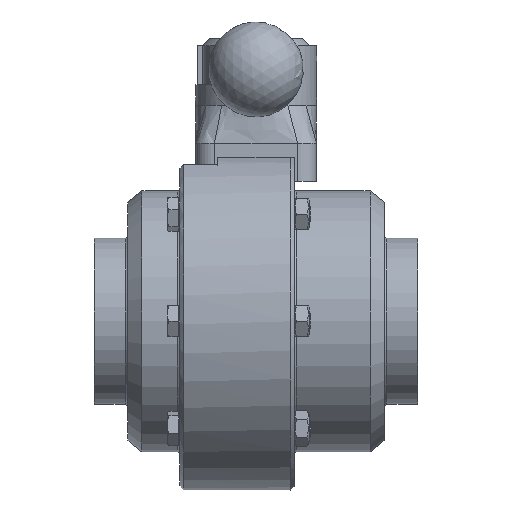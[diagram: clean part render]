
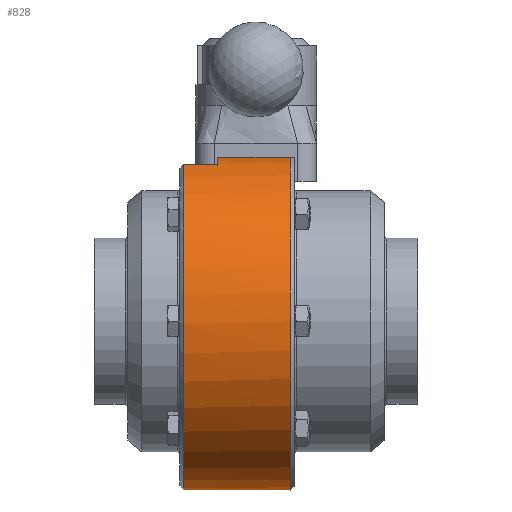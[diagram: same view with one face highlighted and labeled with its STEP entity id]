
A CAD part, front view. The second image highlights one B-rep face of the part: STEP entity #828.
In plain terms, the highlighted cylindrical face has radius 71 mm (diameter 142 mm), a full revolution.
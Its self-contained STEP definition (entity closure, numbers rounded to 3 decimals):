
#687=CARTESIAN_POINT('',(32.5,71.0,0.0));
#688=VERTEX_POINT('',#687);
#689=CARTESIAN_POINT('',(32.5,0.0,0.0));
#690=DIRECTION('',(1.0,0.0,0.0));
#691=DIRECTION('',(0.0,1.0,0.0));
#692=AXIS2_PLACEMENT_3D('',#689,#690,#691);
#693=CIRCLE('',#692,71.0);
#694=EDGE_CURVE('',#688,#688,#693,.T.);
#699=CARTESIAN_POINT('',(17.25,0.0,0.0));
#700=DIRECTION('',(1.0,0.0,0.0));
#701=DIRECTION('',(0.0,1.0,0.0));
#702=AXIS2_PLACEMENT_3D('',#699,#700,#701);
#703=CYLINDRICAL_SURFACE('',#702,71.0);
#704=ORIENTED_EDGE('',*,*,#694,.F.);
#705=EDGE_LOOP('',(#704));
#706=FACE_OUTER_BOUND('',#705,.T.);
#707=CARTESIAN_POINT('',(8.75,0.,71.0));
#708=VERTEX_POINT('',#707);
#709=CARTESIAN_POINT('',(27.25,0.,71.0));
#710=VERTEX_POINT('',#709);
#711=CARTESIAN_POINT('',(8.75,0.,71.));
#712=CARTESIAN_POINT('',(8.75,1.163,71.));
#713=CARTESIAN_POINT('',(8.983,2.402,70.969));
#714=CARTESIAN_POINT('',(9.927,4.681,70.855));
#715=CARTESIAN_POINT('',(10.639,5.72,70.774));
#716=CARTESIAN_POINT('',(12.28,7.361,70.622));
#717=CARTESIAN_POINT('',(13.319,8.073,70.541));
#718=CARTESIAN_POINT('',(15.598,9.017,70.427));
#719=CARTESIAN_POINT('',(16.837,9.25,70.395));
#720=CARTESIAN_POINT('',(19.163,9.25,70.395));
#721=CARTESIAN_POINT('',(20.402,9.017,70.427));
#722=CARTESIAN_POINT('',(22.681,8.073,70.541));
#723=CARTESIAN_POINT('',(23.72,7.361,70.622));
#724=CARTESIAN_POINT('',(25.361,5.72,70.774));
#725=CARTESIAN_POINT('',(26.073,4.681,70.855));
#726=CARTESIAN_POINT('',(27.017,2.402,70.969));
#727=CARTESIAN_POINT('',(27.25,1.163,71.));
#728=CARTESIAN_POINT('',(27.25,0.,71.));
#729=B_SPLINE_CURVE_WITH_KNOTS('',3,(#711,#712,#713,#714,#715,#716,#717,#718,#719,#720,#721,#722,#723,#724,#725,#726,#727,#728),.UNSPECIFIED.,.F.,.U.,(4,2,2,2,2,2,2,2,4),(1.395,1.744,2.093,2.442,2.791,3.14,3.489,3.837,4.186),.UNSPECIFIED.);
#730=EDGE_CURVE('',#708,#710,#729,.T.);
#731=ORIENTED_EDGE('',*,*,#730,.T.);
#732=CARTESIAN_POINT('',(27.25,0.,71.));
#733=CARTESIAN_POINT('',(27.25,-1.163,71.));
#734=CARTESIAN_POINT('',(27.017,-2.402,70.969));
#735=CARTESIAN_POINT('',(26.073,-4.681,70.855));
#736=CARTESIAN_POINT('',(25.361,-5.72,70.774));
#737=CARTESIAN_POINT('',(23.72,-7.361,70.622));
#738=CARTESIAN_POINT('',(22.681,-8.073,70.541));
#739=CARTESIAN_POINT('',(20.402,-9.017,70.427));
#740=CARTESIAN_POINT('',(19.163,-9.25,70.395));
#741=CARTESIAN_POINT('',(18.,-9.25,70.395));
#742=CARTESIAN_POINT('',(16.837,-9.25,70.395));
#743=CARTESIAN_POINT('',(15.598,-9.017,70.427));
#744=CARTESIAN_POINT('',(13.319,-8.073,70.541));
#745=CARTESIAN_POINT('',(12.28,-7.361,70.622));
#746=CARTESIAN_POINT('',(10.639,-5.72,70.774));
#747=CARTESIAN_POINT('',(9.927,-4.681,70.855));
#748=CARTESIAN_POINT('',(8.983,-2.402,70.969));
#749=CARTESIAN_POINT('',(8.75,-1.163,71.));
#750=CARTESIAN_POINT('',(8.75,0.,71.));
#751=B_SPLINE_CURVE_WITH_KNOTS('',3,(#732,#733,#734,#735,#736,#737,#738,#739,#740,#741,#742,#743,#744,#745,#746,#747,#748,#749,#750),.UNSPECIFIED.,.F.,.U.,(4,2,2,2,3,2,2,2,4),(4.186,4.535,4.884,5.233,5.582,5.931,6.28,6.628,6.977),.UNSPECIFIED.);
#752=EDGE_CURVE('',#710,#708,#751,.T.);
#753=ORIENTED_EDGE('',*,*,#752,.T.);
#754=EDGE_LOOP('',(#731,#753));
#755=FACE_BOUND('',#754,.T.);
#756=CARTESIAN_POINT('',(2.,26.0,66.068));
#757=VERTEX_POINT('',#756);
#758=CARTESIAN_POINT('',(2.,25.5,66.263));
#759=VERTEX_POINT('',#758);
#760=CARTESIAN_POINT('',(2.,0.0,0.0));
#761=DIRECTION('',(1.0,0.0,0.0));
#762=DIRECTION('',(0.0,1.0,0.0));
#763=AXIS2_PLACEMENT_3D('',#760,#761,#762);
#764=CIRCLE('',#763,71.0);
#765=EDGE_CURVE('',#757,#759,#764,.T.);
#766=ORIENTED_EDGE('',*,*,#765,.T.);
#767=CARTESIAN_POINT('',(2.,22.5,67.341));
#768=VERTEX_POINT('',#767);
#769=CARTESIAN_POINT('',(2.,0.0,0.0));
#770=DIRECTION('',(1.0,0.0,0.0));
#771=DIRECTION('',(0.0,1.0,0.0));
#772=AXIS2_PLACEMENT_3D('',#769,#770,#771);
#773=CIRCLE('',#772,71.0);
#774=EDGE_CURVE('',#759,#768,#773,.T.);
#775=ORIENTED_EDGE('',*,*,#774,.T.);
#776=CARTESIAN_POINT('',(2.,-22.5,67.341));
#777=VERTEX_POINT('',#776);
#778=CARTESIAN_POINT('',(2.,0.0,0.0));
#779=DIRECTION('',(1.0,0.0,0.0));
#780=DIRECTION('',(0.0,1.0,0.0));
#781=AXIS2_PLACEMENT_3D('',#778,#779,#780);
#782=CIRCLE('',#781,71.0);
#783=EDGE_CURVE('',#768,#777,#782,.T.);
#784=ORIENTED_EDGE('',*,*,#783,.T.);
#785=CARTESIAN_POINT('',(2.,-25.5,66.263));
#786=VERTEX_POINT('',#785);
#787=CARTESIAN_POINT('',(2.,0.0,0.0));
#788=DIRECTION('',(1.0,0.0,0.0));
#789=DIRECTION('',(0.0,1.0,0.0));
#790=AXIS2_PLACEMENT_3D('',#787,#788,#789);
#791=CIRCLE('',#790,71.0);
#792=EDGE_CURVE('',#777,#786,#791,.T.);
#793=ORIENTED_EDGE('',*,*,#792,.T.);
#794=CARTESIAN_POINT('',(2.,-26.0,66.068));
#795=VERTEX_POINT('',#794);
#796=CARTESIAN_POINT('',(2.,0.0,0.0));
#797=DIRECTION('',(1.0,0.0,0.0));
#798=DIRECTION('',(0.0,1.0,0.0));
#799=AXIS2_PLACEMENT_3D('',#796,#797,#798);
#800=CIRCLE('',#799,71.0);
#801=EDGE_CURVE('',#786,#795,#800,.T.);
#802=ORIENTED_EDGE('',*,*,#801,.T.);
#803=CARTESIAN_POINT('',(-12.5,-26.0,66.068));
#804=VERTEX_POINT('',#803);
#805=CARTESIAN_POINT('',(2.,-26.0,66.068));
#806=DIRECTION('',(-1.0,0.0,0.0));
#807=VECTOR('',#806,14.5);
#808=LINE('',#805,#807);
#809=EDGE_CURVE('',#795,#804,#808,.T.);
#810=ORIENTED_EDGE('',*,*,#809,.T.);
#811=CARTESIAN_POINT('',(-12.5,26.0,66.068));
#812=VERTEX_POINT('',#811);
#813=CARTESIAN_POINT('',(-12.5,0.0,0.0));
#814=DIRECTION('',(-1.0,0.0,0.0));
#815=DIRECTION('',(0.0,-1.0,0.0));
#816=AXIS2_PLACEMENT_3D('',#813,#814,#815);
#817=CIRCLE('',#816,71.0);
#818=EDGE_CURVE('',#812,#804,#817,.T.);
#819=ORIENTED_EDGE('',*,*,#818,.F.);
#820=CARTESIAN_POINT('',(-12.5,26.0,66.068));
#821=DIRECTION('',(1.0,0.0,0.0));
#822=VECTOR('',#821,14.5);
#823=LINE('',#820,#822);
#824=EDGE_CURVE('',#812,#757,#823,.T.);
#825=ORIENTED_EDGE('',*,*,#824,.T.);
#826=EDGE_LOOP('',(#766,#775,#784,#793,#802,#810,#819,#825));
#827=FACE_BOUND('',#826,.T.);
#828=ADVANCED_FACE('',(#706,#755,#827),#703,.T.);
